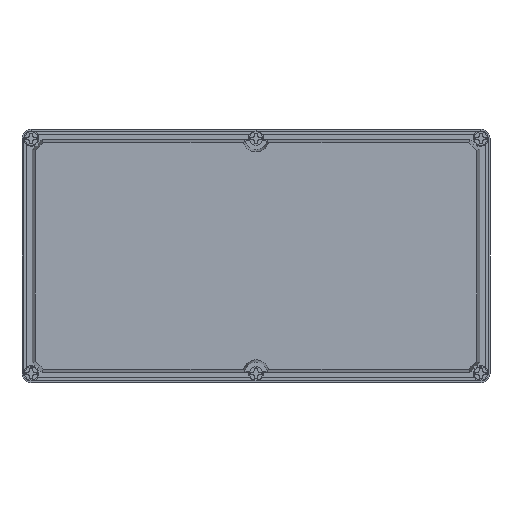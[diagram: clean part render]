
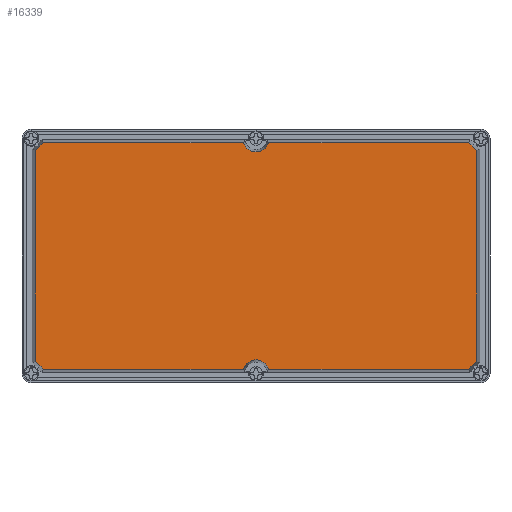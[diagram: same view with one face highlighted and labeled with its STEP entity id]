
A CAD part, top view. The second image highlights one B-rep face of the part: STEP entity #16339.
In plain terms, the highlighted planar face has unit normal (0, 0, 1).
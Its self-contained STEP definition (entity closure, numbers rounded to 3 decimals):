
#15771=AXIS2_PLACEMENT_3D('Circle Axis2P3D',#15769,#15770,$) ;
#16276=AXIS2_PLACEMENT_3D('Plane Axis2P3D',#16273,#16274,#16275) ;
#16280=AXIS2_PLACEMENT_3D('Circle Axis2P3D',#16278,#16279,$) ;
#15645=CARTESIAN_POINT('Line Origine',(413.394,286.057,209.)) ;
#15649=CARTESIAN_POINT('Vertex',(532.578,286.057,209.)) ;
#15651=CARTESIAN_POINT('Vertex',(294.21,286.057,209.)) ;
#15731=CARTESIAN_POINT('Vertex',(25.422,286.057,209.)) ;
#15734=CARTESIAN_POINT('Line Origine',(144.606,286.057,209.)) ;
#15738=CARTESIAN_POINT('Vertex',(263.79,286.057,209.)) ;
#15769=CARTESIAN_POINT('Axis2P3D Location',(279.,291.,209.)) ;
#15873=CARTESIAN_POINT('Line Origine',(537.318,281.318,209.)) ;
#15877=CARTESIAN_POINT('Vertex',(542.057,276.578,209.)) ;
#16249=CARTESIAN_POINT('Vertex',(15.943,276.578,209.)) ;
#16252=CARTESIAN_POINT('Line Origine',(20.682,281.318,209.)) ;
#16273=CARTESIAN_POINT('Axis2P3D Location',(279.,151.,209.)) ;
#16278=CARTESIAN_POINT('Axis2P3D Location',(279.,11.,209.)) ;
#16282=CARTESIAN_POINT('Vertex',(294.21,15.943,209.)) ;
#16284=CARTESIAN_POINT('Vertex',(263.79,15.943,209.)) ;
#16287=CARTESIAN_POINT('Line Origine',(413.394,15.943,209.)) ;
#16291=CARTESIAN_POINT('Vertex',(532.578,15.943,209.)) ;
#16294=CARTESIAN_POINT('Line Origine',(537.318,20.682,209.)) ;
#16298=CARTESIAN_POINT('Vertex',(542.057,25.422,209.)) ;
#16301=CARTESIAN_POINT('Line Origine',(542.057,151.,209.)) ;
#16306=CARTESIAN_POINT('Line Origine',(15.943,151.,209.)) ;
#16310=CARTESIAN_POINT('Vertex',(15.943,25.422,209.)) ;
#16313=CARTESIAN_POINT('Line Origine',(20.682,20.682,209.)) ;
#16317=CARTESIAN_POINT('Vertex',(25.422,15.943,209.)) ;
#16320=CARTESIAN_POINT('Line Origine',(144.606,15.943,209.)) ;
#15646=DIRECTION('Vector Direction',(-1.,0.,0.)) ;
#15735=DIRECTION('Vector Direction',(-1.,0.,0.)) ;
#15770=DIRECTION('Axis2P3D Direction',(0.,0.,1.)) ;
#15874=DIRECTION('Vector Direction',(-0.707,0.707,0.)) ;
#16253=DIRECTION('Vector Direction',(-0.707,-0.707,0.)) ;
#16274=DIRECTION('Axis2P3D Direction',(0.,0.,1.)) ;
#16275=DIRECTION('Axis2P3D XDirection',(1.,0.,0.)) ;
#16279=DIRECTION('Axis2P3D Direction',(0.,0.,1.)) ;
#16288=DIRECTION('Vector Direction',(1.,0.,0.)) ;
#16295=DIRECTION('Vector Direction',(0.707,0.707,0.)) ;
#16302=DIRECTION('Vector Direction',(0.,1.,0.)) ;
#16307=DIRECTION('Vector Direction',(0.,-1.,0.)) ;
#16314=DIRECTION('Vector Direction',(0.707,-0.707,0.)) ;
#16321=DIRECTION('Vector Direction',(1.,0.,0.)) ;
#15647=VECTOR('Line Direction',#15646,1.) ;
#15736=VECTOR('Line Direction',#15735,1.) ;
#15875=VECTOR('Line Direction',#15874,1.) ;
#16254=VECTOR('Line Direction',#16253,1.) ;
#16289=VECTOR('Line Direction',#16288,1.) ;
#16296=VECTOR('Line Direction',#16295,1.) ;
#16303=VECTOR('Line Direction',#16302,1.) ;
#16308=VECTOR('Line Direction',#16307,1.) ;
#16315=VECTOR('Line Direction',#16314,1.) ;
#16322=VECTOR('Line Direction',#16321,1.) ;
#16326=ORIENTED_EDGE('',*,*,#16286,.F.) ;
#16327=ORIENTED_EDGE('',*,*,#16293,.T.) ;
#16328=ORIENTED_EDGE('',*,*,#16300,.T.) ;
#16329=ORIENTED_EDGE('',*,*,#16305,.T.) ;
#16330=ORIENTED_EDGE('',*,*,#15879,.T.) ;
#16331=ORIENTED_EDGE('',*,*,#15653,.T.) ;
#16332=ORIENTED_EDGE('',*,*,#15773,.F.) ;
#16333=ORIENTED_EDGE('',*,*,#15740,.T.) ;
#16334=ORIENTED_EDGE('',*,*,#16256,.T.) ;
#16335=ORIENTED_EDGE('',*,*,#16312,.T.) ;
#16336=ORIENTED_EDGE('',*,*,#16319,.T.) ;
#16337=ORIENTED_EDGE('',*,*,#16324,.T.) ;
#16339=ADVANCED_FACE('Deckel',(#16338),#16277,.T.) ;
#15772=CIRCLE('generated circle',#15771,15.993) ;
#16281=CIRCLE('generated circle',#16280,15.993) ;
#15653=EDGE_CURVE('',#15650,#15652,#15648,.T.) ;
#15740=EDGE_CURVE('',#15739,#15732,#15737,.T.) ;
#15773=EDGE_CURVE('',#15739,#15652,#15772,.T.) ;
#15879=EDGE_CURVE('',#15878,#15650,#15876,.T.) ;
#16256=EDGE_CURVE('',#15732,#16250,#16255,.T.) ;
#16286=EDGE_CURVE('',#16283,#16285,#16281,.T.) ;
#16293=EDGE_CURVE('',#16283,#16292,#16290,.T.) ;
#16300=EDGE_CURVE('',#16292,#16299,#16297,.T.) ;
#16305=EDGE_CURVE('',#16299,#15878,#16304,.T.) ;
#16312=EDGE_CURVE('',#16250,#16311,#16309,.T.) ;
#16319=EDGE_CURVE('',#16311,#16318,#16316,.T.) ;
#16324=EDGE_CURVE('',#16318,#16285,#16323,.T.) ;
#16325=EDGE_LOOP('',(#16326,#16327,#16328,#16329,#16330,#16331,#16332,#16333,#16334,#16335,#16336,#16337)) ;
#16338=FACE_OUTER_BOUND('',#16325,.T.) ;
#15648=LINE('Line',#15645,#15647) ;
#15737=LINE('Line',#15734,#15736) ;
#15876=LINE('Line',#15873,#15875) ;
#16255=LINE('Line',#16252,#16254) ;
#16290=LINE('Line',#16287,#16289) ;
#16297=LINE('Line',#16294,#16296) ;
#16304=LINE('Line',#16301,#16303) ;
#16309=LINE('Line',#16306,#16308) ;
#16316=LINE('Line',#16313,#16315) ;
#16323=LINE('Line',#16320,#16322) ;
#16277=PLANE('',#16276) ;
#15650=VERTEX_POINT('',#15649) ;
#15652=VERTEX_POINT('',#15651) ;
#15732=VERTEX_POINT('',#15731) ;
#15739=VERTEX_POINT('',#15738) ;
#15878=VERTEX_POINT('',#15877) ;
#16250=VERTEX_POINT('',#16249) ;
#16283=VERTEX_POINT('',#16282) ;
#16285=VERTEX_POINT('',#16284) ;
#16292=VERTEX_POINT('',#16291) ;
#16299=VERTEX_POINT('',#16298) ;
#16311=VERTEX_POINT('',#16310) ;
#16318=VERTEX_POINT('',#16317) ;
